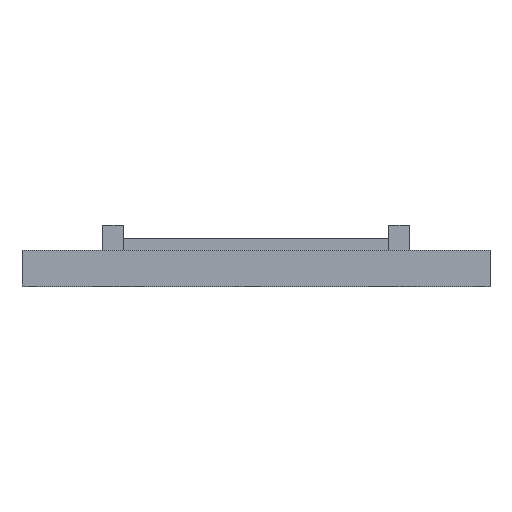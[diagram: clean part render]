
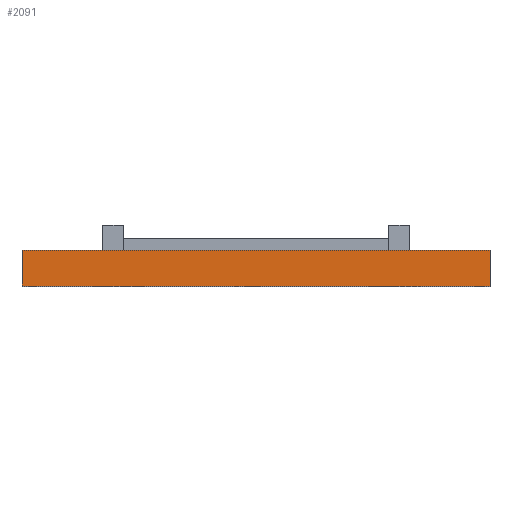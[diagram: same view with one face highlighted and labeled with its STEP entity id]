
A CAD part, top view. The second image highlights one B-rep face of the part: STEP entity #2091.
In plain terms, the highlighted planar face has unit normal (0, 0, 1).
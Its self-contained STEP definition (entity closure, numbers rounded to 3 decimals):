
#11 = EDGE_CURVE ( 'NONE', #2235, #345, #1983, .T. ) ;
#19 = CARTESIAN_POINT ( 'NONE',  ( -45., 6.9, 45.5 ) ) ;
#54 = ORIENTED_EDGE ( 'NONE', *, *, #2259, .F. ) ;
#157 = CARTESIAN_POINT ( 'NONE',  ( -45., 6.9, 45.5 ) ) ;
#345 = VERTEX_POINT ( 'NONE', #602 ) ;
#351 = LINE ( 'NONE', #1465, #522 ) ;
#406 = CARTESIAN_POINT ( 'NONE',  ( -45., 6.9, 45.5 ) ) ;
#522 = VECTOR ( 'NONE', #1031, 1000. ) ;
#565 = PLANE ( 'NONE',  #2366 ) ;
#582 = EDGE_LOOP ( 'NONE', ( #1363, #868, #54, #1260 ) ) ;
#602 = CARTESIAN_POINT ( 'NONE',  ( 45., 0., 45.5 ) ) ;
#856 = LINE ( 'NONE', #406, #2270 ) ;
#868 = ORIENTED_EDGE ( 'NONE', *, *, #11, .F. ) ;
#1008 = CARTESIAN_POINT ( 'NONE',  ( -45., 6.9, 45.5 ) ) ;
#1020 = FACE_OUTER_BOUND ( 'NONE', #582, .T. ) ;
#1026 = VECTOR ( 'NONE', #1076, 1000. ) ;
#1031 = DIRECTION ( 'NONE',  ( 1., 0., 0. ) ) ;
#1076 = DIRECTION ( 'NONE',  ( 0., -1., 0. ) ) ;
#1096 = EDGE_CURVE ( 'NONE', #2297, #345, #351, .T. ) ;
#1260 = ORIENTED_EDGE ( 'NONE', *, *, #2871, .T. ) ;
#1363 = ORIENTED_EDGE ( 'NONE', *, *, #1096, .T. ) ;
#1435 = DIRECTION ( 'NONE',  ( -1., 0., 0. ) ) ;
#1465 = CARTESIAN_POINT ( 'NONE',  ( -45., 0., 45.5 ) ) ;
#1538 = DIRECTION ( 'NONE',  ( 1., 0., 0. ) ) ;
#1551 = VERTEX_POINT ( 'NONE', #19 ) ;
#1769 = LINE ( 'NONE', #157, #1026 ) ;
#1941 = DIRECTION ( 'NONE',  ( 0., 0., -1. ) ) ;
#1983 = LINE ( 'NONE', #2681, #2573 ) ;
#2002 = CARTESIAN_POINT ( 'NONE',  ( 45., 6.9, 45.5 ) ) ;
#2091 = ADVANCED_FACE ( 'NONE', ( #1020 ), #565, .F. ) ;
#2235 = VERTEX_POINT ( 'NONE', #2002 ) ;
#2259 = EDGE_CURVE ( 'NONE', #1551, #2235, #856, .T. ) ;
#2270 = VECTOR ( 'NONE', #1538, 1000. ) ;
#2297 = VERTEX_POINT ( 'NONE', #2657 ) ;
#2366 = AXIS2_PLACEMENT_3D ( 'NONE', #1008, #1941, #1435 ) ;
#2573 = VECTOR ( 'NONE', #2637, 1000. ) ;
#2637 = DIRECTION ( 'NONE',  ( 0., -1., 0. ) ) ;
#2657 = CARTESIAN_POINT ( 'NONE',  ( -45., 0., 45.5 ) ) ;
#2681 = CARTESIAN_POINT ( 'NONE',  ( 45., 6.9, 45.5 ) ) ;
#2871 = EDGE_CURVE ( 'NONE', #1551, #2297, #1769, .T. ) ;
